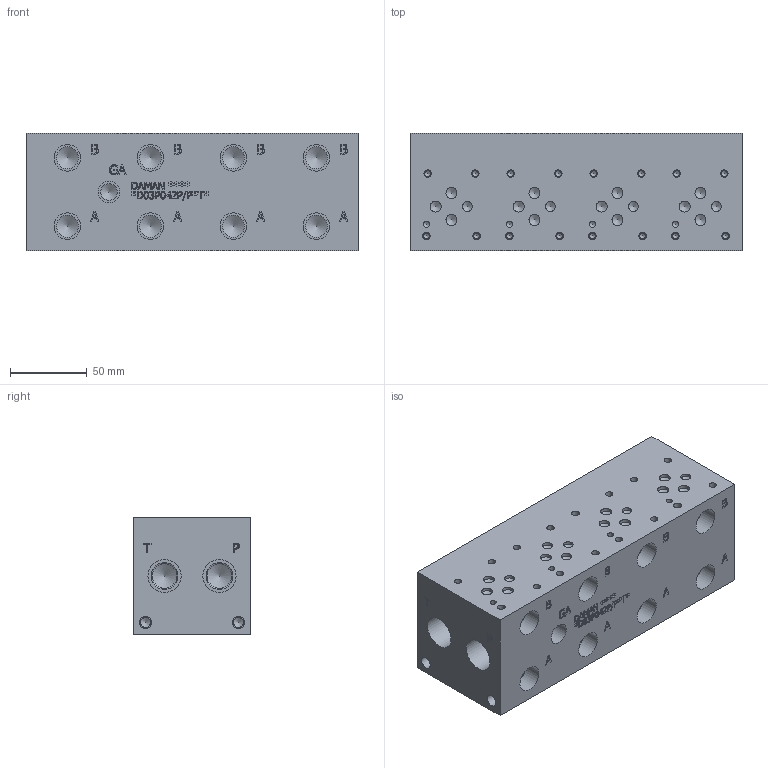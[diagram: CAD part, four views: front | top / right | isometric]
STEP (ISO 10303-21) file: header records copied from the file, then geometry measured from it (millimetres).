
FILE_DESCRIPTION(/* description */ (''),/* implementation_level */ '2;1');
FILE_NAME(/* name */ '_D03P042P_P_T_.stp',/* time_stamp */ '2021-07-02T13:12:40-04:00',/* author */ ('anthonyv'),/* organization */ (''),/* preprocessor_version */ 'ST-DEVELOPER v18.1',/* originating_system */ 'Autodesk Inventor 2021',/* authorisation */ '');
FILE_SCHEMA (('AUTOMOTIVE_DESIGN { 1 0 10303 214 3 1 1 }'));
Length unit declared in the file: millimetre
Products named in the file (1): Part_AD03P042P_3D
Bounding box: 215.9 x 76.2 x 76.2 mm (x, y, z)
Volume: 1178470.5 mm3; surface area: 98532.7 mm2
Topology: 1 solids, 1 shells, 809 faces, 2218 edges, 1506 vertices
Faces by surface type: plane 482, bspline 180, cylinder 90, cone 57
Full cylindrical faces by diameter (mm): 3.785 x16, 3.962 x4, 4.826 x16, 6.35 x4, 6.528 x4, 7.137 x12, 7.925 x4, 10.719 x1, 13.868 x1, 14.3 x8, 15.875 x4, 17.297 x8, 17.475 x4, 21.59 x4
Entity records: 26988 total; most frequent: CARTESIAN_POINT 6821, ORIENTED_EDGE 4330, DIRECTION 3388, EDGE_CURVE 2165, VERTEX_POINT 1506, LINE 1482, VECTOR 1482, EDGE_LOOP 957
